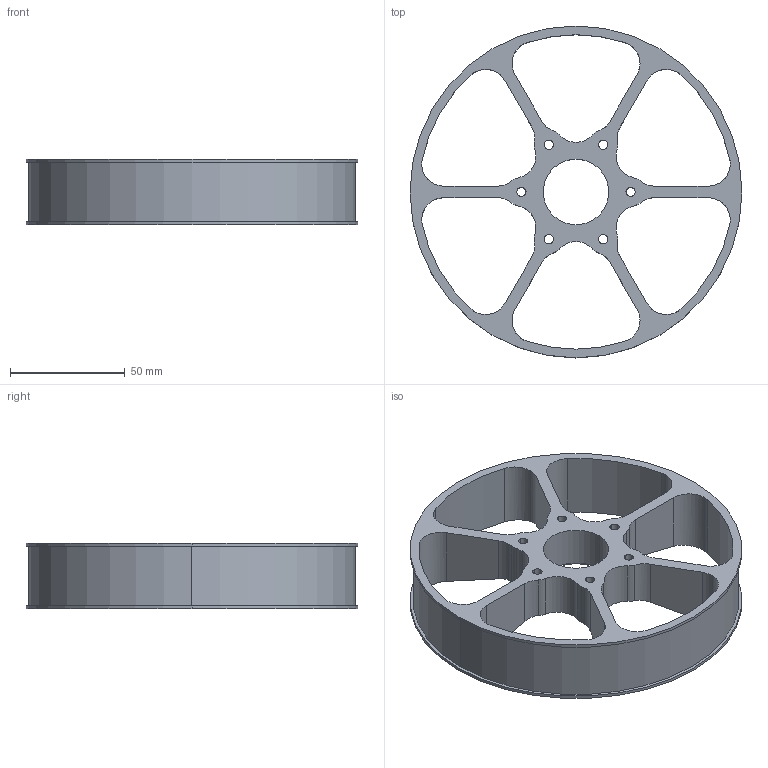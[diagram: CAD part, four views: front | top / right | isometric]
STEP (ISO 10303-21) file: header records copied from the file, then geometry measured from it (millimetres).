
FILE_DESCRIPTION (( 'STEP AP203' ), '1' );
FILE_NAME ('am-3868 6in Performance Wheel Bearing Bore.STEP', '2022-02-18T15:35:59', ( '' ), ( '' ), 'SwSTEP 2.0', 'SolidWorks 2021', '' );
FILE_SCHEMA (( 'CONFIG_CONTROL_DESIGN' ));
Length unit declared in the file: inch
Products named in the file (1): am-3868 6in Performance Wheel Bearing Bore
Bounding box: 144.78 x 144.78 x 28.57 mm (x, y, z)
Volume: 97444.8 mm3; surface area: 50163.6 mm2
Topology: 1 solids, 1 shells, 112 faces, 323 edges, 211 vertices
Faces by surface type: cylinder 80, plane 18, torus 7, cone 7
Entity records: 4246 total; most frequent: CARTESIAN_POINT 1123, DIRECTION 659, ORIENTED_EDGE 646, EDGE_CURVE 323, AXIS2_PLACEMENT_3D 277, VERTEX_POINT 211, CIRCLE 164, EDGE_LOOP 136
